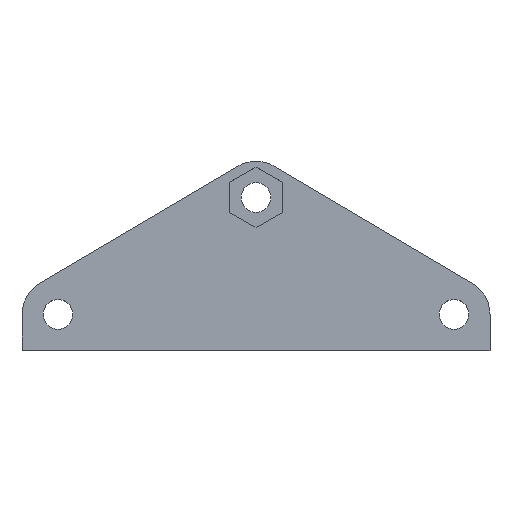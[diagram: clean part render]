
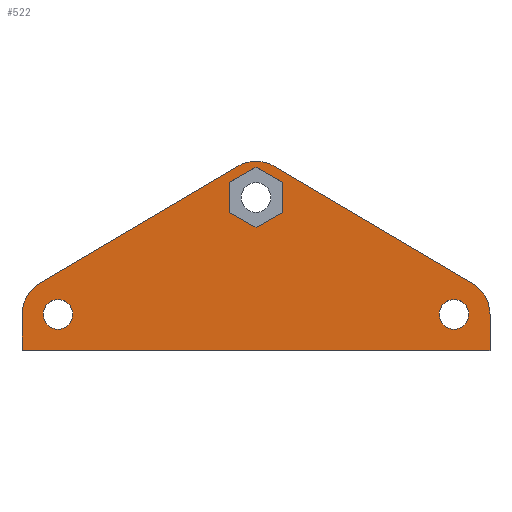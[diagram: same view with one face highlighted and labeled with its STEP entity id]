
A CAD part, top view. The second image highlights one B-rep face of the part: STEP entity #522.
In plain terms, the highlighted planar face has unit normal (0, 0, 1).
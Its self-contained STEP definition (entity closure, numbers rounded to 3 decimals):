
#11 = DIRECTION ( 'NONE',  ( 0., 0., 1. ) ) ;
#12 = CARTESIAN_POINT ( 'NONE',  ( 4., 4., 8. ) ) ;
#13 = AXIS2_PLACEMENT_3D ( 'NONE', #12, #11, #15 ) ;
#14 = FACE_BOUND ( 'NONE', #601, .T. ) ;
#15 = DIRECTION ( 'NONE',  ( 1., 0., 0. ) ) ;
#67 = PLANE ( 'NONE',  #13 ) ;
#85 = FACE_OUTER_BOUND ( 'NONE', #620, .T. ) ;
#86 = CIRCLE ( 'NONE', #90, 1.65 ) ;
#87 = FACE_BOUND ( 'NONE', #547, .T. ) ;
#88 = CARTESIAN_POINT ( 'NONE',  ( 46.35, 4., 8. ) ) ;
#89 = CARTESIAN_POINT ( 'NONE',  ( 4., 4., 8. ) ) ;
#90 = AXIS2_PLACEMENT_3D ( 'NONE', #89, #119, #118 ) ;
#96 = CARTESIAN_POINT ( 'NONE',  ( 49.65, 4., 8. ) ) ;
#97 = FACE_BOUND ( 'NONE', #523, .T. ) ;
#99 = CARTESIAN_POINT ( 'NONE',  ( 26., 17., 8. ) ) ;
#100 = CARTESIAN_POINT ( 'NONE',  ( 0., 4., 8. ) ) ;
#101 = CARTESIAN_POINT ( 'NONE',  ( 0., 0., 8. ) ) ;
#102 = DIRECTION ( 'NONE',  ( 1., 0., 0. ) ) ;
#103 = CIRCLE ( 'NONE', #106, 1.65 ) ;
#104 = AXIS2_PLACEMENT_3D ( 'NONE', #113, #134, #102 ) ;
#105 = LINE ( 'NONE', #115, #121 ) ;
#106 = AXIS2_PLACEMENT_3D ( 'NONE', #132, #117, #112 ) ;
#107 = DIRECTION ( 'NONE',  ( 1., 0., 0. ) ) ;
#108 = DIRECTION ( 'NONE',  ( 0., 0., 1. ) ) ;
#109 = AXIS2_PLACEMENT_3D ( 'NONE', #99, #108, #107 ) ;
#112 = DIRECTION ( 'NONE',  ( 1., 0., 0. ) ) ;
#113 = CARTESIAN_POINT ( 'NONE',  ( 4., 4., 8. ) ) ;
#114 = CIRCLE ( 'NONE', #104, 1.65 ) ;
#115 = CARTESIAN_POINT ( 'NONE',  ( 28.036, 20.443, 8. ) ) ;
#117 = DIRECTION ( 'NONE',  ( 0., 0., 1. ) ) ;
#118 = DIRECTION ( 'NONE',  ( 1., 0., 0. ) ) ;
#119 = DIRECTION ( 'NONE',  ( 0., 0., 1. ) ) ;
#120 = DIRECTION ( 'NONE',  ( -0.861, 0.509, 0. ) ) ;
#121 = VECTOR ( 'NONE', #120, 1000. ) ;
#122 = CARTESIAN_POINT ( 'NONE',  ( 52., 0., 8. ) ) ;
#123 = LINE ( 'NONE', #126, #125 ) ;
#124 = DIRECTION ( 'NONE',  ( 0.866, 0.5, 0. ) ) ;
#125 = VECTOR ( 'NONE', #124, 1000. ) ;
#126 = CARTESIAN_POINT ( 'NONE',  ( 26., 13.651, 8. ) ) ;
#127 = DIRECTION ( 'NONE',  ( 0., 1., 0. ) ) ;
#128 = VECTOR ( 'NONE', #127, 1000. ) ;
#129 = CARTESIAN_POINT ( 'NONE',  ( 52., 0., 8. ) ) ;
#130 = LINE ( 'NONE', #129, #128 ) ;
#132 = CARTESIAN_POINT ( 'NONE',  ( 48., 4., 8. ) ) ;
#133 = CARTESIAN_POINT ( 'NONE',  ( 28.036, 20.443, 8. ) ) ;
#134 = DIRECTION ( 'NONE',  ( 0., 0., 1. ) ) ;
#136 = CIRCLE ( 'NONE', #109, 4. ) ;
#137 = CARTESIAN_POINT ( 'NONE',  ( 52., 4., 8. ) ) ;
#141 = VECTOR ( 'NONE', #145, 1000. ) ;
#142 = CARTESIAN_POINT ( 'NONE',  ( 23.1, 18.674, 8. ) ) ;
#143 = CARTESIAN_POINT ( 'NONE',  ( 28.9, 15.326, 8. ) ) ;
#144 = CARTESIAN_POINT ( 'NONE',  ( 26., 20.349, 8. ) ) ;
#145 = DIRECTION ( 'NONE',  ( 0., 1., 0. ) ) ;
#146 = LINE ( 'NONE', #162, #161 ) ;
#147 = DIRECTION ( 'NONE',  ( -0.866, -0.5, 0. ) ) ;
#148 = VECTOR ( 'NONE', #147, 1000. ) ;
#149 = DIRECTION ( 'NONE',  ( 0.866, -0.5, 0. ) ) ;
#150 = VECTOR ( 'NONE', #149, 1000. ) ;
#151 = VECTOR ( 'NONE', #178, 1000. ) ;
#152 = CARTESIAN_POINT ( 'NONE',  ( 23.1, 15.326, 8. ) ) ;
#160 = DIRECTION ( 'NONE',  ( 0., -1., 0. ) ) ;
#161 = VECTOR ( 'NONE', #160, 1000. ) ;
#162 = CARTESIAN_POINT ( 'NONE',  ( 23.1, 18.674, 8. ) ) ;
#168 = CARTESIAN_POINT ( 'NONE',  ( 26., 20.349, 8. ) ) ;
#169 = LINE ( 'NONE', #168, #148 ) ;
#178 = DIRECTION ( 'NONE',  ( -0.866, 0.5, 0. ) ) ;
#185 = CARTESIAN_POINT ( 'NONE',  ( 28.9, 18.674, 8. ) ) ;
#188 = CARTESIAN_POINT ( 'NONE',  ( 26., 13.651, 8. ) ) ;
#189 = CARTESIAN_POINT ( 'NONE',  ( 23.1, 15.326, 8. ) ) ;
#190 = LINE ( 'NONE', #189, #150 ) ;
#191 = CARTESIAN_POINT ( 'NONE',  ( 28.9, 15.326, 8. ) ) ;
#192 = LINE ( 'NONE', #191, #141 ) ;
#193 = CARTESIAN_POINT ( 'NONE',  ( 28.9, 18.674, 8. ) ) ;
#194 = LINE ( 'NONE', #193, #151 ) ;
#288 = CARTESIAN_POINT ( 'NONE',  ( 2.35, 4., 8. ) ) ;
#323 = CARTESIAN_POINT ( 'NONE',  ( 5.65, 4., 8. ) ) ;
#367 = AXIS2_PLACEMENT_3D ( 'NONE', #376, #372, #380 ) ;
#368 = DIRECTION ( 'NONE',  ( 1., 0., 0. ) ) ;
#372 = DIRECTION ( 'NONE',  ( 0., 0., 1. ) ) ;
#376 = CARTESIAN_POINT ( 'NONE',  ( 48., 4., 8. ) ) ;
#380 = DIRECTION ( 'NONE',  ( 1., 0., 0. ) ) ;
#382 = CIRCLE ( 'NONE', #367, 1.65 ) ;
#388 = CARTESIAN_POINT ( 'NONE',  ( 0., 0., 8. ) ) ;
#389 = LINE ( 'NONE', #388, #392 ) ;
#392 = VECTOR ( 'NONE', #368, 1000. ) ;
#395 = CARTESIAN_POINT ( 'NONE',  ( 23.965, 20.444, 8. ) ) ;
#403 = DIRECTION ( 'NONE',  ( 0., 0., 1. ) ) ;
#409 = CIRCLE ( 'NONE', #455, 4. ) ;
#423 = CARTESIAN_POINT ( 'NONE',  ( 0., 0., 8. ) ) ;
#424 = LINE ( 'NONE', #423, #438 ) ;
#431 = CARTESIAN_POINT ( 'NONE',  ( 4., 4., 8. ) ) ;
#437 = DIRECTION ( 'NONE',  ( 0., -1., 0. ) ) ;
#438 = VECTOR ( 'NONE', #437, 1000. ) ;
#443 = DIRECTION ( 'NONE',  ( 1., 0., 0. ) ) ;
#455 = AXIS2_PLACEMENT_3D ( 'NONE', #431, #403, #443 ) ;
#465 = VERTEX_POINT ( 'NONE', #96 ) ;
#467 = VERTEX_POINT ( 'NONE', #88 ) ;
#469 = VERTEX_POINT ( 'NONE', #101 ) ;
#470 = ORIENTED_EDGE ( 'NONE', *, *, #669, .T. ) ;
#471 = VERTEX_POINT ( 'NONE', #137 ) ;
#473 = VERTEX_POINT ( 'NONE', #133 ) ;
#474 = ORIENTED_EDGE ( 'NONE', *, *, #621, .T. ) ;
#475 = ORIENTED_EDGE ( 'NONE', *, *, #619, .T. ) ;
#476 = VERTEX_POINT ( 'NONE', #122 ) ;
#477 = ORIENTED_EDGE ( 'NONE', *, *, #481, .T. ) ;
#478 = EDGE_CURVE ( 'NONE', #549, #536, #114, .T. ) ;
#479 = EDGE_CURVE ( 'NONE', #473, #605, #136, .T. ) ;
#480 = EDGE_CURVE ( 'NONE', #467, #465, #103, .T. ) ;
#481 = EDGE_CURVE ( 'NONE', #678, #473, #105, .T. ) ;
#482 = VERTEX_POINT ( 'NONE', #100 ) ;
#483 = EDGE_CURVE ( 'NONE', #476, #471, #130, .T. ) ;
#484 = EDGE_CURVE ( 'NONE', #499, #488, #123, .T. ) ;
#488 = VERTEX_POINT ( 'NONE', #143 ) ;
#489 = EDGE_CURVE ( 'NONE', #488, #494, #192, .T. ) ;
#490 = ORIENTED_EDGE ( 'NONE', *, *, #478, .F. ) ;
#491 = ORIENTED_EDGE ( 'NONE', *, *, #484, .F. ) ;
#492 = ORIENTED_EDGE ( 'NONE', *, *, #543, .F. ) ;
#493 = EDGE_CURVE ( 'NONE', #494, #496, #194, .T. ) ;
#494 = VERTEX_POINT ( 'NONE', #185 ) ;
#495 = ORIENTED_EDGE ( 'NONE', *, *, #489, .F. ) ;
#496 = VERTEX_POINT ( 'NONE', #144 ) ;
#497 = ORIENTED_EDGE ( 'NONE', *, *, #504, .F. ) ;
#498 = EDGE_CURVE ( 'NONE', #496, #501, #169, .T. ) ;
#499 = VERTEX_POINT ( 'NONE', #188 ) ;
#500 = VERTEX_POINT ( 'NONE', #152 ) ;
#501 = VERTEX_POINT ( 'NONE', #142 ) ;
#502 = ORIENTED_EDGE ( 'NONE', *, *, #498, .F. ) ;
#503 = EDGE_CURVE ( 'NONE', #500, #499, #190, .T. ) ;
#504 = EDGE_CURVE ( 'NONE', #501, #500, #146, .T. ) ;
#505 = ORIENTED_EDGE ( 'NONE', *, *, #503, .F. ) ;
#506 = ORIENTED_EDGE ( 'NONE', *, *, #493, .F. ) ;
#522 = ADVANCED_FACE ( 'NONE', ( #97, #87, #85, #14 ), #67, .T. ) ;
#523 = EDGE_LOOP ( 'NONE', ( #505, #497, #502, #506, #495, #491 ) ) ;
#536 = VERTEX_POINT ( 'NONE', #288 ) ;
#543 = EDGE_CURVE ( 'NONE', #536, #549, #86, .T. ) ;
#547 = EDGE_LOOP ( 'NONE', ( #492, #490 ) ) ;
#549 = VERTEX_POINT ( 'NONE', #323 ) ;
#571 = ORIENTED_EDGE ( 'NONE', *, *, #646, .T. ) ;
#597 = ORIENTED_EDGE ( 'NONE', *, *, #479, .T. ) ;
#598 = EDGE_CURVE ( 'NONE', #465, #467, #382, .T. ) ;
#599 = ORIENTED_EDGE ( 'NONE', *, *, #483, .T. ) ;
#601 = EDGE_LOOP ( 'NONE', ( #624, #618 ) ) ;
#604 = ORIENTED_EDGE ( 'NONE', *, *, #675, .T. ) ;
#605 = VERTEX_POINT ( 'NONE', #395 ) ;
#618 = ORIENTED_EDGE ( 'NONE', *, *, #598, .F. ) ;
#619 = EDGE_CURVE ( 'NONE', #469, #476, #389, .T. ) ;
#620 = EDGE_LOOP ( 'NONE', ( #571, #475, #599, #470, #477, #597, #604, #474 ) ) ;
#621 = EDGE_CURVE ( 'NONE', #677, #482, #409, .T. ) ;
#624 = ORIENTED_EDGE ( 'NONE', *, *, #480, .F. ) ;
#646 = EDGE_CURVE ( 'NONE', #482, #469, #424, .T. ) ;
#669 = EDGE_CURVE ( 'NONE', #471, #678, #767, .T. ) ;
#675 = EDGE_CURVE ( 'NONE', #605, #677, #734, .T. ) ;
#677 = VERTEX_POINT ( 'NONE', #703 ) ;
#678 = VERTEX_POINT ( 'NONE', #695 ) ;
#695 = CARTESIAN_POINT ( 'NONE',  ( 50.262, 7.299, 8. ) ) ;
#703 = CARTESIAN_POINT ( 'NONE',  ( 1.965, 7.444, 8. ) ) ;
#733 = DIRECTION ( 'NONE',  ( 1., 0., 0. ) ) ;
#734 = LINE ( 'NONE', #743, #748 ) ;
#743 = CARTESIAN_POINT ( 'NONE',  ( 23.965, 20.444, 8. ) ) ;
#747 = DIRECTION ( 'NONE',  ( -0.861, -0.509, 0. ) ) ;
#748 = VECTOR ( 'NONE', #747, 1000. ) ;
#752 = DIRECTION ( 'NONE',  ( 0., 0., 1. ) ) ;
#758 = CARTESIAN_POINT ( 'NONE',  ( 48., 4., 8. ) ) ;
#761 = AXIS2_PLACEMENT_3D ( 'NONE', #758, #752, #733 ) ;
#767 = CIRCLE ( 'NONE', #761, 4. ) ;
